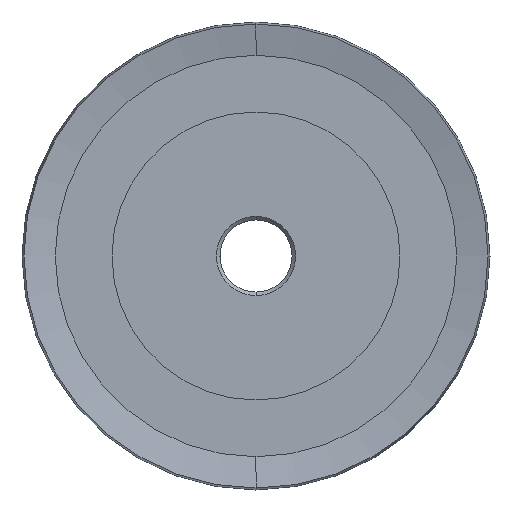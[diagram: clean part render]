
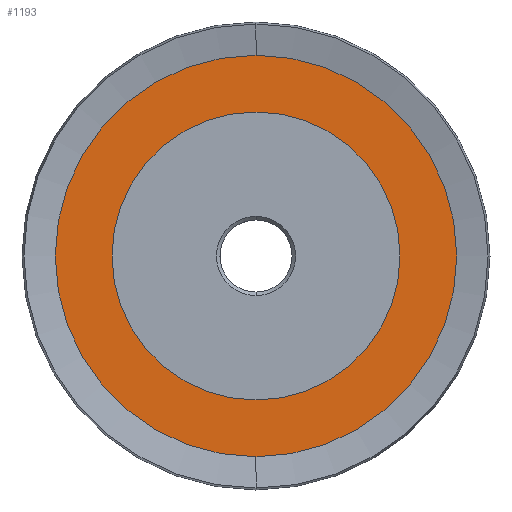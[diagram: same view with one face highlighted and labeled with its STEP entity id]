
A CAD part, left-side view. The second image highlights one B-rep face of the part: STEP entity #1193.
In plain terms, the highlighted planar face has unit normal (-1, 0, 0).
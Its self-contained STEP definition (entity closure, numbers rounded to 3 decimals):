
#19 = CIRCLE ( 'NONE', #9291, 12.7 ) ;
#145 = CARTESIAN_POINT ( 'NONE',  ( 0.826, 0., 0. ) ) ;
#171 = EDGE_CURVE ( 'NONE', #6204, #1739, #6633, .T. ) ;
#521 = FACE_BOUND ( 'NONE', #7584, .T. ) ;
#880 = CIRCLE ( 'NONE', #5402, 17.706 ) ;
#912 = DIRECTION ( 'NONE',  ( 0., 0., 1. ) ) ;
#917 = DIRECTION ( 'NONE',  ( -1., 0., 0. ) ) ;
#1113 = ORIENTED_EDGE ( 'NONE', *, *, #4819, .T. ) ;
#1170 = VERTEX_POINT ( 'NONE', #7080 ) ;
#1193 = ADVANCED_FACE ( 'NONE', ( #521, #2260 ), #4165, .T. ) ;
#1537 = CARTESIAN_POINT ( 'NONE',  ( 0.826, 0., 0. ) ) ;
#1570 = CARTESIAN_POINT ( 'NONE',  ( 0.826, 0., 17.706 ) ) ;
#1612 = AXIS2_PLACEMENT_3D ( 'NONE', #2671, #9361, #4922 ) ;
#1739 = VERTEX_POINT ( 'NONE', #1570 ) ;
#2260 = FACE_OUTER_BOUND ( 'NONE', #8367, .T. ) ;
#2284 = DIRECTION ( 'NONE',  ( 0., 0., 1. ) ) ;
#2671 = CARTESIAN_POINT ( 'NONE',  ( 0.826, 0., 0. ) ) ;
#2784 = AXIS2_PLACEMENT_3D ( 'NONE', #145, #5320, #912 ) ;
#4011 = CARTESIAN_POINT ( 'NONE',  ( 0.826, 0., 0. ) ) ;
#4165 = PLANE ( 'NONE',  #1612 ) ;
#4754 = DIRECTION ( 'NONE',  ( 0., 0., 1. ) ) ;
#4801 = ORIENTED_EDGE ( 'NONE', *, *, #171, .T. ) ;
#4819 = EDGE_CURVE ( 'NONE', #1739, #6204, #880, .T. ) ;
#4922 = DIRECTION ( 'NONE',  ( 0., 0., 1. ) ) ;
#5320 = DIRECTION ( 'NONE',  ( -1., 0., 0. ) ) ;
#5329 = CARTESIAN_POINT ( 'NONE',  ( 0.826, 0., 0. ) ) ;
#5402 = AXIS2_PLACEMENT_3D ( 'NONE', #1537, #6673, #2284 ) ;
#6001 = VERTEX_POINT ( 'NONE', #8716 ) ;
#6011 = CIRCLE ( 'NONE', #7686, 12.7 ) ;
#6063 = DIRECTION ( 'NONE',  ( 0., 0., 1. ) ) ;
#6204 = VERTEX_POINT ( 'NONE', #7397 ) ;
#6311 = EDGE_CURVE ( 'NONE', #6001, #1170, #19, .T. ) ;
#6509 = ORIENTED_EDGE ( 'NONE', *, *, #6311, .F. ) ;
#6633 = CIRCLE ( 'NONE', #2784, 17.706 ) ;
#6673 = DIRECTION ( 'NONE',  ( -1., 0., 0. ) ) ;
#7080 = CARTESIAN_POINT ( 'NONE',  ( 0.825, 0., 12.7 ) ) ;
#7397 = CARTESIAN_POINT ( 'NONE',  ( 0.826, 0., -17.706 ) ) ;
#7584 = EDGE_LOOP ( 'NONE', ( #6509, #8768 ) ) ;
#7686 = AXIS2_PLACEMENT_3D ( 'NONE', #4011, #9208, #4754 ) ;
#7961 = EDGE_CURVE ( 'NONE', #1170, #6001, #6011, .T. ) ;
#8367 = EDGE_LOOP ( 'NONE', ( #1113, #4801 ) ) ;
#8716 = CARTESIAN_POINT ( 'NONE',  ( 0.826, 0., -12.7 ) ) ;
#8768 = ORIENTED_EDGE ( 'NONE', *, *, #7961, .F. ) ;
#9208 = DIRECTION ( 'NONE',  ( -1., 0., 0. ) ) ;
#9291 = AXIS2_PLACEMENT_3D ( 'NONE', #5329, #917, #6063 ) ;
#9361 = DIRECTION ( 'NONE',  ( -1., 0., 0. ) ) ;
